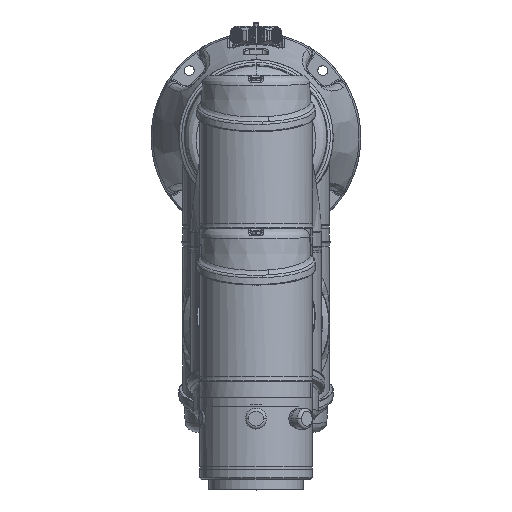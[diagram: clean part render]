
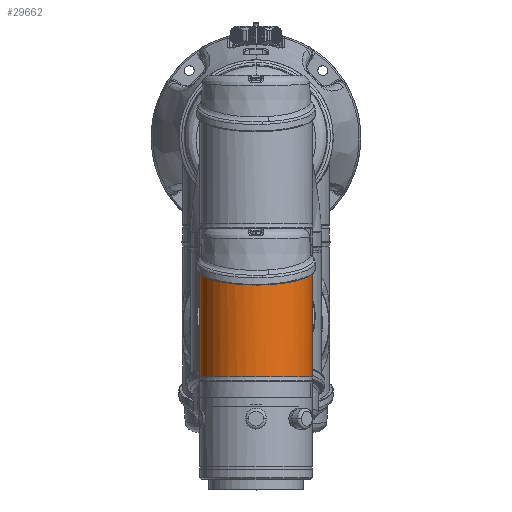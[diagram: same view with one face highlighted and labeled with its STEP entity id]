
A CAD part, top view. The second image highlights one B-rep face of the part: STEP entity #29662.
In plain terms, the highlighted cylindrical face has radius 37.5 mm (diameter 75 mm), a partial arc.
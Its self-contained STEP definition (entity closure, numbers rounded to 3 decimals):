
#447 = LINE ( 'NONE', #63529, #108013 ) ;
#3614 = CARTESIAN_POINT ( 'NONE',  ( 37.5, -75., 55.01 ) ) ;
#4265 = VERTEX_POINT ( 'NONE', #85522 ) ;
#7480 = DIRECTION ( 'NONE',  ( 0., 0., 1. ) ) ;
#13188 = EDGE_CURVE ( '��������1_27+��������1_144+��������1_14', #116134, #4265, #63902, .T. ) ;
#14504 = AXIS2_PLACEMENT_3D ( 'NONE', #97255, #60055, #157196 ) ;
#16474 = EDGE_CURVE ( 'NONE', #46378, #4265, #21172, .T. ) ;
#20179 = ORIENTED_EDGE ( 'NONE', *, *, #16474, .T. ) ;
#20635 = DIRECTION ( 'NONE',  ( 0., 0., 1. ) ) ;
#21172 = LINE ( 'NONE', #57593, #61148 ) ;
#22692 = ORIENTED_EDGE ( 'NONE', *, *, #55930, .F. ) ;
#27602 = EDGE_CURVE ( 'NONE', #147391, #46378, #447, .T. ) ;
#28964 = EDGE_CURVE ( 'NONE', #54133, #89669, #30123, .T. ) ;
#29662 = ADVANCED_FACE ( 'NONE', ( #35332 ), #61197, .T. ) ;
#30123 = LINE ( 'NONE', #128125, #124086 ) ;
#35332 = FACE_OUTER_BOUND ( 'NONE', #38979, .T. ) ;
#35766 = CARTESIAN_POINT ( 'NONE',  ( 37.5, 0., 3.5 ) ) ;
#38979 = EDGE_LOOP ( 'NONE', ( #22692, #57426, #20179, #153953, #82755, #84240 ) ) ;
#39067 = CARTESIAN_POINT ( 'NONE',  ( 37.5, 0., 44. ) ) ;
#46378 = VERTEX_POINT ( 'NONE', #39067 ) ;
#54133 = VERTEX_POINT ( 'NONE', #149266 ) ;
#55201 = DIRECTION ( 'NONE',  ( 0., 0., 1. ) ) ;
#55930 = EDGE_CURVE ( '��������1_141+��������1_144+��������1_14?�A', #147391, #54133, #104917, .T. ) ;
#57426 = ORIENTED_EDGE ( 'NONE', *, *, #27602, .T. ) ;
#57593 = CARTESIAN_POINT ( 'NONE',  ( 37.5, 0., 0. ) ) ;
#59413 = LINE ( 'NONE', #70798, #79989 ) ;
#60055 = DIRECTION ( 'NONE',  ( 0., 0., -1. ) ) ;
#61148 = VECTOR ( 'NONE', #7480, 1000. ) ;
#61197 = CYLINDRICAL_SURFACE ( 'NONE', #67528, 37.5 ) ;
#63529 = CARTESIAN_POINT ( 'NONE',  ( 37.5, 0., 0. ) ) ;
#63902 =( BOUNDED_CURVE ( )  B_SPLINE_CURVE ( 3, ( #140339, #138756, #3614, #126648 ),
 .UNSPECIFIED., .F., .F. ) 
 B_SPLINE_CURVE_WITH_KNOTS ( ( 4, 4 ),
 ( 1.571, 4.712 ),
 .UNSPECIFIED. ) 
 CURVE ( )  GEOMETRIC_REPRESENTATION_ITEM ( )  RATIONAL_B_SPLINE_CURVE ( ( 1., 0.333, 0.333, 1. ) ) 
 REPRESENTATION_ITEM ( '' )  );
#67528 = AXIS2_PLACEMENT_3D ( 'NONE', #159928, #109735, #147792 ) ;
#70798 = CARTESIAN_POINT ( 'NONE',  ( -37.5, 0., 0. ) ) ;
#79989 = VECTOR ( 'NONE', #20635, 1000. ) ;
#82755 = ORIENTED_EDGE ( 'NONE', *, *, #94553, .F. ) ;
#84240 = ORIENTED_EDGE ( 'NONE', *, *, #28964, .F. ) ;
#85522 = CARTESIAN_POINT ( 'NONE',  ( 37.5, 0., 75.106 ) ) ;
#89669 = VERTEX_POINT ( 'NONE', #155818 ) ;
#94553 = EDGE_CURVE ( 'NONE', #89669, #116134, #59413, .T. ) ;
#97255 = CARTESIAN_POINT ( 'NONE',  ( 0., 0., 3.5 ) ) ;
#104917 = CIRCLE ( 'NONE', #14504, 37.5 ) ;
#108013 = VECTOR ( 'NONE', #124314, 1000. ) ;
#109735 = DIRECTION ( 'NONE',  ( 0., 0., 1. ) ) ;
#116134 = VERTEX_POINT ( 'NONE', #139336 ) ;
#124086 = VECTOR ( 'NONE', #55201, 1000. ) ;
#124314 = DIRECTION ( 'NONE',  ( 0., 0., 1. ) ) ;
#126648 = CARTESIAN_POINT ( 'NONE',  ( 37.5, 0., 75.106 ) ) ;
#128125 = CARTESIAN_POINT ( 'NONE',  ( -37.5, 0., 0. ) ) ;
#138756 = CARTESIAN_POINT ( 'NONE',  ( -37.5, -75., 55.01 ) ) ;
#139336 = CARTESIAN_POINT ( 'NONE',  ( -37.5, 0., 75.106 ) ) ;
#140339 = CARTESIAN_POINT ( 'NONE',  ( -37.5, 0., 75.106 ) ) ;
#147391 = VERTEX_POINT ( 'NONE', #35766 ) ;
#147792 = DIRECTION ( 'NONE',  ( -1., 0., 0. ) ) ;
#149266 = CARTESIAN_POINT ( 'NONE',  ( -37.5, 0., 3.5 ) ) ;
#153953 = ORIENTED_EDGE ( 'NONE', *, *, #13188, .F. ) ;
#155818 = CARTESIAN_POINT ( 'NONE',  ( -37.5, 0., 44. ) ) ;
#157196 = DIRECTION ( 'NONE',  ( 1., 0., 0. ) ) ;
#159928 = CARTESIAN_POINT ( 'NONE',  ( 0., 0., 0. ) ) ;
